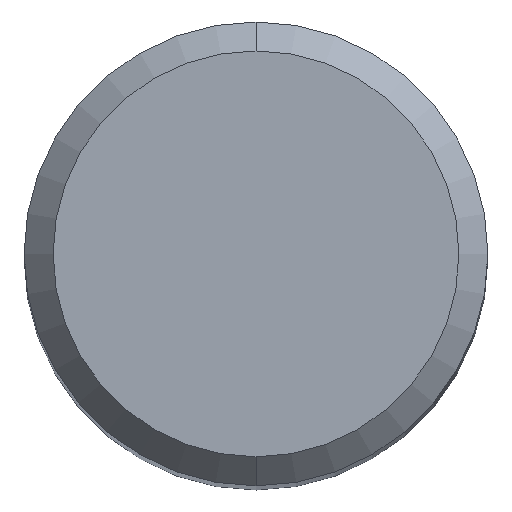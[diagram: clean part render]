
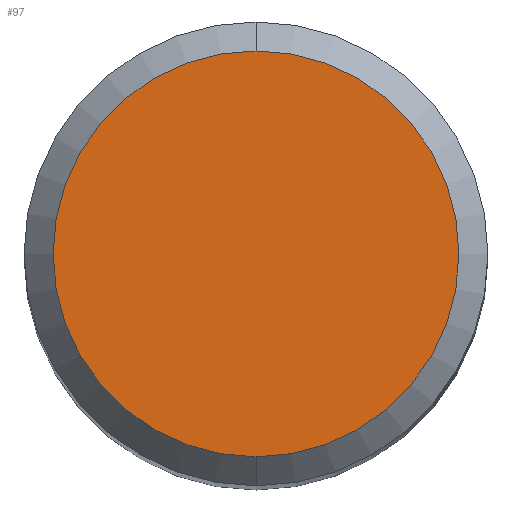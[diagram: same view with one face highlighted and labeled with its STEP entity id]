
A CAD part, top view. The second image highlights one B-rep face of the part: STEP entity #97.
In plain terms, the highlighted planar face has unit normal (0, 0, 1).
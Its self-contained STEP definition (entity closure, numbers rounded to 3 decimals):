
#80=PLANE('',#376);
#97=ADVANCED_FACE('',(#116),#80,.T.);
#116=FACE_OUTER_BOUND('',#131,.T.);
#131=EDGE_LOOP('',(#173,#174));
#173=ORIENTED_EDGE('',*,*,#228,.F.);
#174=ORIENTED_EDGE('',*,*,#229,.F.);
#204=VERTEX_POINT('',#595);
#205=VERTEX_POINT('',#596);
#228=EDGE_CURVE('',#204,#205,#257,.T.);
#229=EDGE_CURVE('',#205,#204,#258,.T.);
#257=CIRCLE('',#374,7.);
#258=CIRCLE('',#375,7.);
#374=AXIS2_PLACEMENT_3D('',#594,#450,#451);
#375=AXIS2_PLACEMENT_3D('',#597,#452,#453);
#376=AXIS2_PLACEMENT_3D('',#598,#454,#455);
#450=DIRECTION('',(0.,0.,-1.));
#451=DIRECTION('',(0.,1.,0.));
#452=DIRECTION('',(0.,0.,-1.));
#453=DIRECTION('',(0.,1.,0.));
#454=DIRECTION('',(0.,0.,1.));
#455=DIRECTION('',(0.,1.,0.));
#594=CARTESIAN_POINT('',(0.,0.,0.));
#595=CARTESIAN_POINT('',(0.,7.,0.));
#596=CARTESIAN_POINT('',(0.,-7.,0.));
#597=CARTESIAN_POINT('',(0.,0.,0.));
#598=CARTESIAN_POINT('',(0.,0.,0.));
